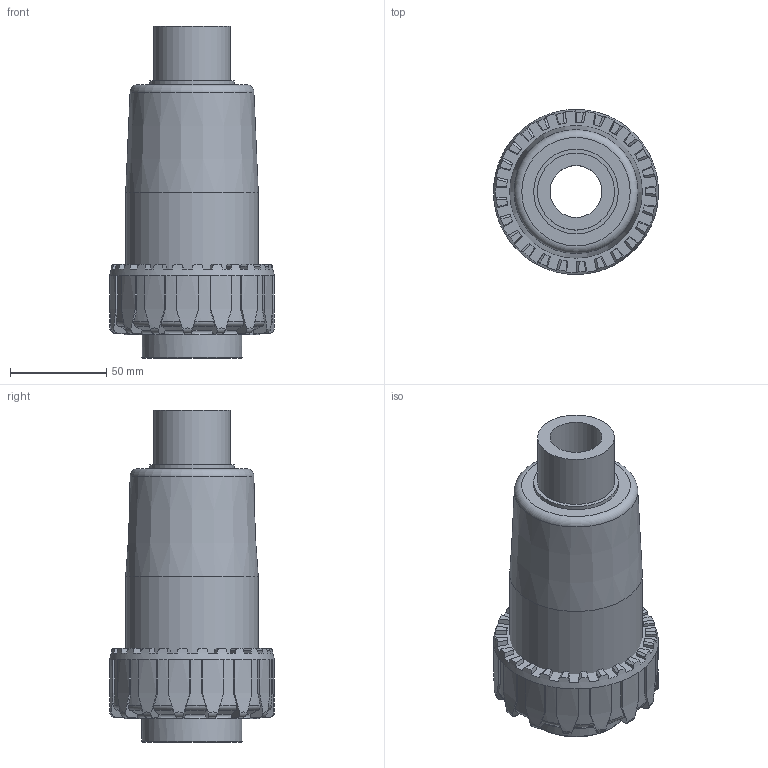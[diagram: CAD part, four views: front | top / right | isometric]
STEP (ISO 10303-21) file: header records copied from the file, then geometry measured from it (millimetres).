
FILE_DESCRIPTION(/* description */ (''),/* implementation_level */ '2;1');
FILE_NAME(/* name */ 'SRIM040E.iam.stp',/* time_stamp */ '2016-02-16T17:01:01+01:00',/* author */ ('bfaro'),/* organization */ (''),/* preprocessor_version */ 'ST-DEVELOPER v16.1',/* originating_system */ 'Autodesk Inventor 2016',/* authorisation */ '');
FILE_SCHEMA (('AUTOMOTIVE_DESIGN { 1 0 10303 214 3 1 1 }'));
Length unit declared in the file: millimetre
Products named in the file (4): cassa VA-VZ 40; ENDIV040; NTVKD040V; SRIM040E
Assembly tree (3 placements, depth 2):
  SRIM040E
    cassa VA-VZ 40
    ENDIV040
    NTVKD040V
Bounding box: 85.69 x 85.69 x 172.5 mm (x, y, z)
Volume: 292554 mm3; surface area: 91593.3 mm2
Topology: 3 solids, 3 shells, 359 faces, 1022 edges, 675 vertices
Faces by surface type: plane 234, cylinder 90, torus 18, cone 17
Full cylindrical faces by diameter (mm): 27 x1, 32 x1, 40 x2, 44 x1, 52 x1, 54.5 x1, 57.7 x1, 63.5 x1, 66.7 x1, 68.89 x1, 70.3 x1
Entity records: 12474 total; most frequent: CARTESIAN_POINT 2958, DIRECTION 2076, ORIENTED_EDGE 2002, EDGE_CURVE 1001, AXIS2_PLACEMENT_3D 824, VERTEX_POINT 671, LINE 428, VECTOR 428
